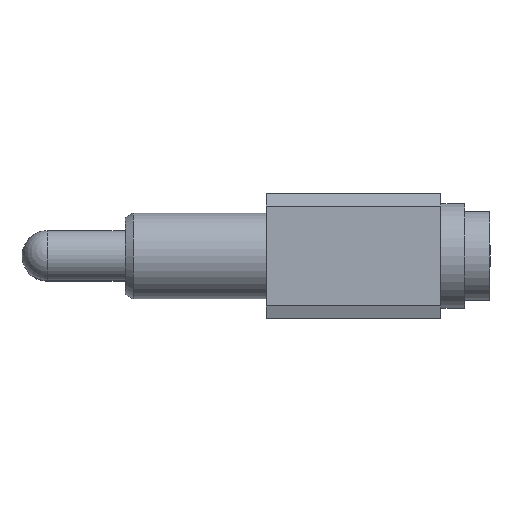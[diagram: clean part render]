
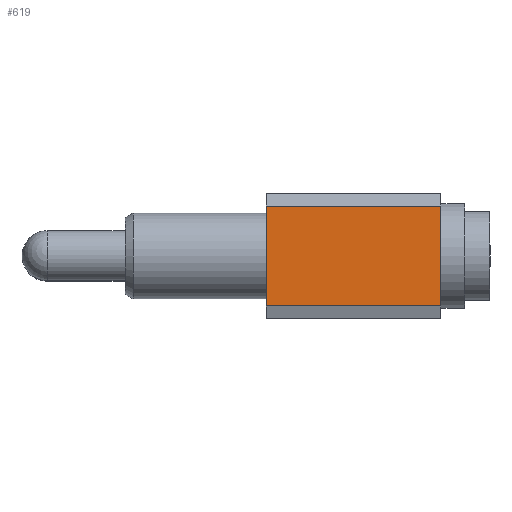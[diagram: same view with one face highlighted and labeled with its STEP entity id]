
A CAD part, left-side view. The second image highlights one B-rep face of the part: STEP entity #619.
In plain terms, the highlighted planar face has unit normal (-1, 0, 0).
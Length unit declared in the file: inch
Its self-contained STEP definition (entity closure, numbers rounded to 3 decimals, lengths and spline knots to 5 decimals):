
#27 = EDGE_CURVE ( 'NONE', #1088, #211, #1090, .T. ) ;
#78 = CARTESIAN_POINT ( 'NONE',  ( -0.0092, -0.11, -0.07087 ) ) ;
#104 = DIRECTION ( 'NONE',  ( 0., 0., 1. ) ) ;
#191 = EDGE_LOOP ( 'NONE', ( #1250, #965, #987, #255 ) ) ;
#211 = VERTEX_POINT ( 'NONE', #1701 ) ;
#234 = PLANE ( 'NONE',  #591 ) ;
#255 = ORIENTED_EDGE ( 'NONE', *, *, #1704, .T. ) ;
#266 = VERTEX_POINT ( 'NONE', #1397 ) ;
#358 = DIRECTION ( 'NONE',  ( 0., 0., 1. ) ) ;
#389 = FACE_OUTER_BOUND ( 'NONE', #191, .T. ) ;
#488 = LINE ( 'NONE', #1685, #1075 ) ;
#591 = AXIS2_PLACEMENT_3D ( 'NONE', #665, #1200, #104 ) ;
#618 = CARTESIAN_POINT ( 'NONE',  ( -0.0092, -0.11, -0.00787 ) ) ;
#619 = ADVANCED_FACE ( 'NONE', ( #389 ), #234, .T. ) ;
#665 = CARTESIAN_POINT ( 'NONE',  ( -0.0092, -0.11, -0.07087 ) ) ;
#675 = DIRECTION ( 'NONE',  ( 0., 0., 1. ) ) ;
#684 = VECTOR ( 'NONE', #675, 39.37008 ) ;
#752 = LINE ( 'NONE', #78, #1576 ) ;
#803 = EDGE_CURVE ( 'NONE', #266, #908, #488, .T. ) ;
#843 = VECTOR ( 'NONE', #1512, 39.37008 ) ;
#906 = EDGE_CURVE ( 'NONE', #266, #1088, #752, .T. ) ;
#908 = VERTEX_POINT ( 'NONE', #1456 ) ;
#909 = DIRECTION ( 'NONE',  ( 0., 1., 0. ) ) ;
#965 = ORIENTED_EDGE ( 'NONE', *, *, #906, .F. ) ;
#987 = ORIENTED_EDGE ( 'NONE', *, *, #803, .T. ) ;
#1075 = VECTOR ( 'NONE', #358, 39.37008 ) ;
#1088 = VERTEX_POINT ( 'NONE', #1223 ) ;
#1090 = LINE ( 'NONE', #1486, #684 ) ;
#1149 = LINE ( 'NONE', #618, #843 ) ;
#1200 = DIRECTION ( 'NONE',  ( -1., 0., 0. ) ) ;
#1223 = CARTESIAN_POINT ( 'NONE',  ( -0.0092, 0., -0.07087 ) ) ;
#1250 = ORIENTED_EDGE ( 'NONE', *, *, #27, .F. ) ;
#1397 = CARTESIAN_POINT ( 'NONE',  ( -0.0092, -0.11, -0.07087 ) ) ;
#1456 = CARTESIAN_POINT ( 'NONE',  ( -0.0092, -0.11, -0.00787 ) ) ;
#1486 = CARTESIAN_POINT ( 'NONE',  ( -0.0092, 0., -0.07087 ) ) ;
#1512 = DIRECTION ( 'NONE',  ( 0., 1., 0. ) ) ;
#1576 = VECTOR ( 'NONE', #909, 39.37008 ) ;
#1685 = CARTESIAN_POINT ( 'NONE',  ( -0.0092, -0.11, -0.07087 ) ) ;
#1701 = CARTESIAN_POINT ( 'NONE',  ( -0.0092, 0., -0.00787 ) ) ;
#1704 = EDGE_CURVE ( 'NONE', #908, #211, #1149, .T. ) ;
